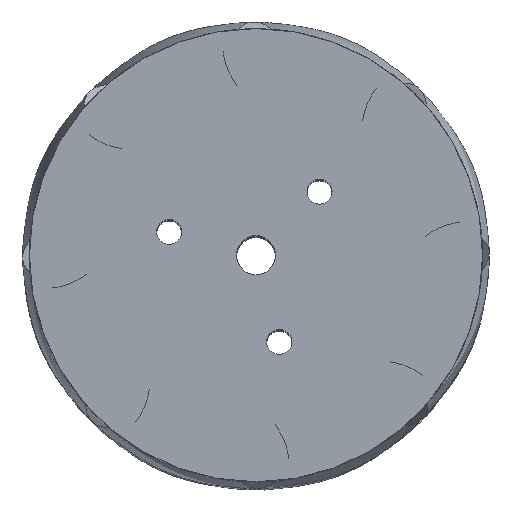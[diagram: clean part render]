
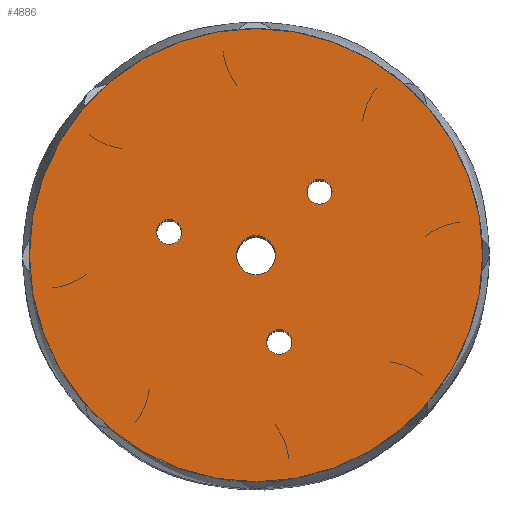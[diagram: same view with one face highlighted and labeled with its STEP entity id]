
A CAD part, top view. The second image highlights one B-rep face of the part: STEP entity #4886.
In plain terms, the highlighted planar face has unit normal (0, 0, 1).
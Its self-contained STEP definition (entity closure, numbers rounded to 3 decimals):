
#378=FACE_BOUND('',#1235,.T.);
#379=FACE_BOUND('',#1236,.T.);
#380=FACE_BOUND('',#1237,.T.);
#381=FACE_BOUND('',#1238,.T.);
#526=PLANE('',#5616);
#819=FACE_OUTER_BOUND('',#1234,.T.);
#1234=EDGE_LOOP('',(#4369));
#1235=EDGE_LOOP('',(#4370));
#1236=EDGE_LOOP('',(#4371));
#1237=EDGE_LOOP('',(#4372));
#1238=EDGE_LOOP('',(#4373));
#1918=CIRCLE('',#5551,29.);
#1929=CIRCLE('',#5573,1.6);
#1931=CIRCLE('',#5576,2.5);
#1933=CIRCLE('',#5579,1.6);
#1935=CIRCLE('',#5582,1.6);
#2365=VERTEX_POINT('',#10090);
#2381=VERTEX_POINT('',#10165);
#2383=VERTEX_POINT('',#10171);
#2385=VERTEX_POINT('',#10177);
#2387=VERTEX_POINT('',#10183);
#3003=EDGE_CURVE('',#2365,#2365,#1918,.T.);
#3029=EDGE_CURVE('',#2381,#2381,#1929,.T.);
#3032=EDGE_CURVE('',#2383,#2383,#1931,.T.);
#3035=EDGE_CURVE('',#2385,#2385,#1933,.T.);
#3038=EDGE_CURVE('',#2387,#2387,#1935,.T.);
#4369=ORIENTED_EDGE('',*,*,#3003,.T.);
#4370=ORIENTED_EDGE('',*,*,#3038,.T.);
#4371=ORIENTED_EDGE('',*,*,#3035,.T.);
#4372=ORIENTED_EDGE('',*,*,#3032,.T.);
#4373=ORIENTED_EDGE('',*,*,#3029,.T.);
#4886=ADVANCED_FACE('',(#819,#378,#379,#380,#381),#526,.T.);
#5551=AXIS2_PLACEMENT_3D('',#10091,#7008,#7009);
#5573=AXIS2_PLACEMENT_3D('',#10166,#7053,#7054);
#5576=AXIS2_PLACEMENT_3D('',#10172,#7060,#7061);
#5579=AXIS2_PLACEMENT_3D('',#10178,#7067,#7068);
#5582=AXIS2_PLACEMENT_3D('',#10184,#7074,#7075);
#5616=AXIS2_PLACEMENT_3D('',#10240,#7151,#7152);
#7008=DIRECTION('center_axis',(0.,0.,1.));
#7009=DIRECTION('ref_axis',(1.,0.,0.));
#7053=DIRECTION('center_axis',(0.,0.,-1.));
#7054=DIRECTION('ref_axis',(1.,0.,0.));
#7060=DIRECTION('center_axis',(0.,0.,-1.));
#7061=DIRECTION('ref_axis',(1.,0.,0.));
#7067=DIRECTION('center_axis',(0.,0.,-1.));
#7068=DIRECTION('ref_axis',(1.,0.,0.));
#7074=DIRECTION('center_axis',(0.,0.,-1.));
#7075=DIRECTION('ref_axis',(1.,0.,0.));
#7151=DIRECTION('center_axis',(0.,0.,1.));
#7152=DIRECTION('ref_axis',(1.,0.,0.));
#10090=CARTESIAN_POINT('',(-29.,0.,25.));
#10091=CARTESIAN_POINT('Origin',(0.,0.,25.));
#10165=CARTESIAN_POINT('',(1.376,-11.108,25.));
#10166=CARTESIAN_POINT('Origin',(2.976,-11.108,25.));
#10171=CARTESIAN_POINT('',(-2.5,0.,25.));
#10172=CARTESIAN_POINT('Origin',(0.,0.,25.));
#10177=CARTESIAN_POINT('',(-12.708,2.976,25.));
#10178=CARTESIAN_POINT('Origin',(-11.108,2.976,25.));
#10183=CARTESIAN_POINT('',(6.532,8.132,25.));
#10184=CARTESIAN_POINT('Origin',(8.132,8.132,25.));
#10240=CARTESIAN_POINT('Origin',(0.,0.,25.));
